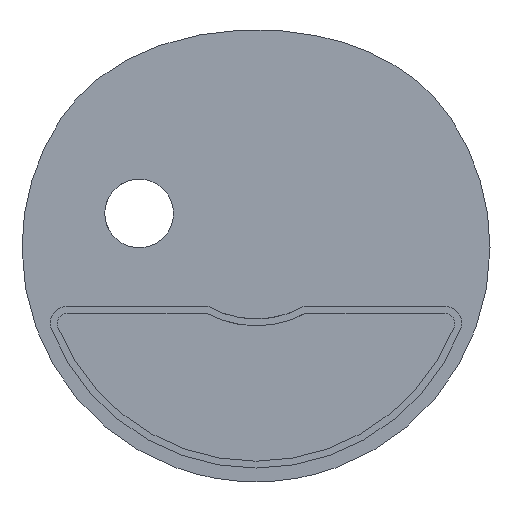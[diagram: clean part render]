
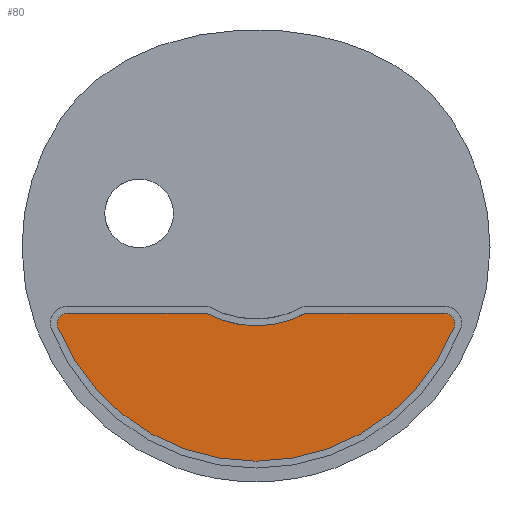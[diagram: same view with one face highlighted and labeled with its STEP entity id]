
A CAD part, front view. The second image highlights one B-rep face of the part: STEP entity #80.
In plain terms, the highlighted planar face has unit normal (0, -1, 0).
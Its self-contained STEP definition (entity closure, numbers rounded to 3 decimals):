
#27 = VECTOR ( 'NONE', #752, 1000. ) ;
#50 = VERTEX_POINT ( 'NONE', #936 ) ;
#52 = ORIENTED_EDGE ( 'NONE', *, *, #165, .F. ) ;
#61 = AXIS2_PLACEMENT_3D ( 'NONE', #685, #593, #182 ) ;
#67 = CIRCLE ( 'NONE', #61, 1.5 ) ;
#80 = ADVANCED_FACE ( 'NONE', ( #490 ), #777, .T. ) ;
#140 = CARTESIAN_POINT ( 'NONE',  ( 7.247, 21., -9.5 ) ) ;
#163 = AXIS2_PLACEMENT_3D ( 'NONE', #272, #870, #956 ) ;
#165 = EDGE_CURVE ( 'NONE', #401, #50, #1049, .T. ) ;
#177 = DIRECTION ( 'NONE',  ( 0., 1., 0. ) ) ;
#182 = DIRECTION ( 'NONE',  ( 1., 0., 0. ) ) ;
#190 = CIRCLE ( 'NONE', #1067, 31.044 ) ;
#196 = EDGE_CURVE ( 'NONE', #911, #791, #816, .T. ) ;
#234 = DIRECTION ( 'NONE',  ( 0., 1., 0. ) ) ;
#272 = CARTESIAN_POINT ( 'NONE',  ( -30., 21., 34. ) ) ;
#323 = CARTESIAN_POINT ( 'NONE',  ( 0., 21., 0. ) ) ;
#331 = DIRECTION ( 'NONE',  ( 1., 0., 0. ) ) ;
#337 = ORIENTED_EDGE ( 'NONE', *, *, #196, .F. ) ;
#364 = AXIS2_PLACEMENT_3D ( 'NONE', #518, #595, #590 ) ;
#382 = EDGE_CURVE ( 'NONE', #452, #911, #829, .T. ) ;
#399 = EDGE_LOOP ( 'NONE', ( #337, #450, #704, #1023, #818, #52, #1035 ) ) ;
#401 = VERTEX_POINT ( 'NONE', #819 ) ;
#405 = CARTESIAN_POINT ( 'NONE',  ( 0., 21., -31.044 ) ) ;
#407 = CARTESIAN_POINT ( 'NONE',  ( -30., 21., -9.5 ) ) ;
#409 = LINE ( 'NONE', #407, #27 ) ;
#419 = EDGE_CURVE ( 'NONE', #791, #401, #409, .T. ) ;
#420 = AXIS2_PLACEMENT_3D ( 'NONE', #964, #234, #984 ) ;
#441 = EDGE_CURVE ( 'NONE', #733, #452, #190, .T. ) ;
#450 = ORIENTED_EDGE ( 'NONE', *, *, #382, .F. ) ;
#452 = VERTEX_POINT ( 'NONE', #405 ) ;
#464 = DIRECTION ( 'NONE',  ( 1., 0., 0. ) ) ;
#490 = FACE_OUTER_BOUND ( 'NONE', #399, .T. ) ;
#518 = CARTESIAN_POINT ( 'NONE',  ( -27.42, 21., -11. ) ) ;
#550 = CARTESIAN_POINT ( 'NONE',  ( -30., 21., -9.5 ) ) ;
#551 = LINE ( 'NONE', #550, #1027 ) ;
#590 = DIRECTION ( 'NONE',  ( 1., 0., 0. ) ) ;
#593 = DIRECTION ( 'NONE',  ( 0., 1., 0. ) ) ;
#595 = DIRECTION ( 'NONE',  ( 0., 1., 0. ) ) ;
#597 = CARTESIAN_POINT ( 'NONE',  ( -27.42, 21., -9.5 ) ) ;
#628 = CARTESIAN_POINT ( 'NONE',  ( -7.247, 21., -9.5 ) ) ;
#642 = CARTESIAN_POINT ( 'NONE',  ( 27.42, 21., -9.5 ) ) ;
#643 = CARTESIAN_POINT ( 'NONE',  ( -1.265, 21., -11.672 ) ) ;
#685 = CARTESIAN_POINT ( 'NONE',  ( 27.42, 21., -11. ) ) ;
#704 = ORIENTED_EDGE ( 'NONE', *, *, #441, .F. ) ;
#732 = CARTESIAN_POINT ( 'NONE',  ( -28.812, 21., -11.558 ) ) ;
#733 = VERTEX_POINT ( 'NONE', #749 ) ;
#749 = CARTESIAN_POINT ( 'NONE',  ( 28.812, 21., -11.558 ) ) ;
#752 = DIRECTION ( 'NONE',  ( 1., 0., 0. ) ) ;
#773 = EDGE_CURVE ( 'NONE', #894, #733, #67, .T. ) ;
#777 = PLANE ( 'NONE',  #163 ) ;
#791 = VERTEX_POINT ( 'NONE', #597 ) ;
#808 = CARTESIAN_POINT ( 'NONE',  ( 6.144, 21., -10.1 ) ) ;
#816 = CIRCLE ( 'NONE', #364, 1.5 ) ;
#818 = ORIENTED_EDGE ( 'NONE', *, *, #834, .F. ) ;
#819 = CARTESIAN_POINT ( 'NONE',  ( -7.247, 21., -9.5 ) ) ;
#829 = CIRCLE ( 'NONE', #420, 31.044 ) ;
#834 = EDGE_CURVE ( 'NONE', #50, #894, #551, .T. ) ;
#870 = DIRECTION ( 'NONE',  ( 0., -1., 0. ) ) ;
#894 = VERTEX_POINT ( 'NONE', #642 ) ;
#911 = VERTEX_POINT ( 'NONE', #732 ) ;
#936 = CARTESIAN_POINT ( 'NONE',  ( 7.247, 21., -9.5 ) ) ;
#956 = DIRECTION ( 'NONE',  ( 1., 0., 0. ) ) ;
#964 = CARTESIAN_POINT ( 'NONE',  ( 0., 21., 0. ) ) ;
#981 = CARTESIAN_POINT ( 'NONE',  ( -5.058, 21., -10.691 ) ) ;
#984 = DIRECTION ( 'NONE',  ( 1., 0., 0. ) ) ;
#1023 = ORIENTED_EDGE ( 'NONE', *, *, #773, .F. ) ;
#1027 = VECTOR ( 'NONE', #464, 1000. ) ;
#1035 = ORIENTED_EDGE ( 'NONE', *, *, #419, .F. ) ;
#1048 = CARTESIAN_POINT ( 'NONE',  ( 3.782, 21., -11.03 ) ) ;
#1049 = B_SPLINE_CURVE_WITH_KNOTS ( 'NONE', 3,
 ( #628, #981, #643, #1048, #808, #140 ),
 .UNSPECIFIED., .F., .F.,
 ( 4, 1, 1, 4 ),
 ( 0.017, 0.5, 0.742, 0.983 ),
 .UNSPECIFIED. ) ;
#1067 = AXIS2_PLACEMENT_3D ( 'NONE', #323, #177, #331 ) ;
